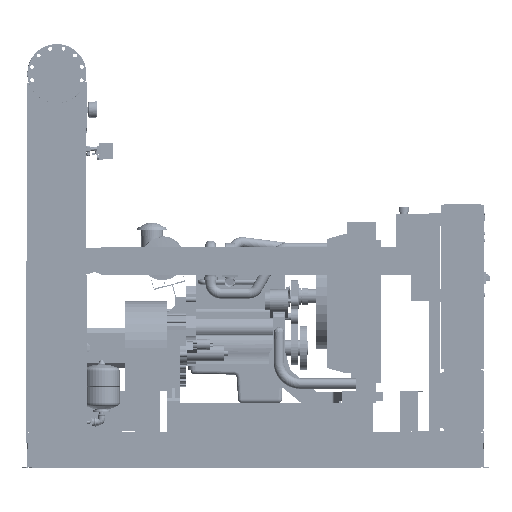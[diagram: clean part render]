
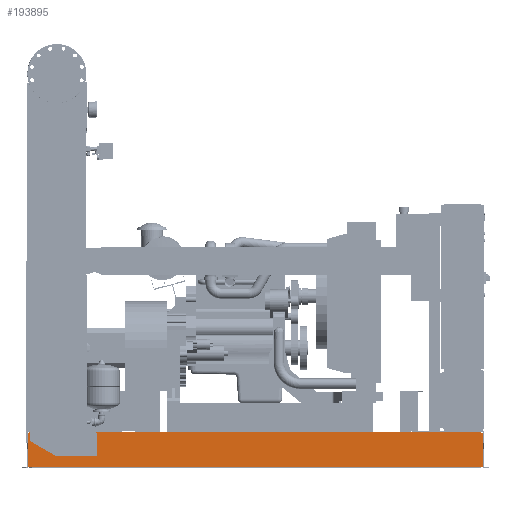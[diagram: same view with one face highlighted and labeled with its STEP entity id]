
A CAD part, front view. The second image highlights one B-rep face of the part: STEP entity #193895.
In plain terms, the highlighted free-form (B-spline) face has degree [1, 1] with [2, 2] control points.
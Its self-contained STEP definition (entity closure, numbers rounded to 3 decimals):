
#188836=CARTESIAN_POINT('',(-158.0,-738.5,202.));
#188837=VERTEX_POINT('',#188836);
#188844=CARTESIAN_POINT('',(-158.0,-738.5,208.));
#188845=VERTEX_POINT('',#188844);
#188846=CARTESIAN_POINT('',(-158.0,-738.5,202.));
#188847=DIRECTION('',(0.0,0.0,1.0));
#188848=VECTOR('',#188847,6.);
#188849=LINE('',#188846,#188848);
#188850=EDGE_CURVE('',#188837,#188845,#188849,.T.);
#192169=CARTESIAN_POINT('',(2436.0,-738.5,208.));
#192170=VERTEX_POINT('',#192169);
#192171=CARTESIAN_POINT('',(-158.0,-738.5,208.));
#192172=DIRECTION('',(1.0,0.0,0.0));
#192173=VECTOR('',#192172,2594.0);
#192174=LINE('',#192171,#192173);
#192175=EDGE_CURVE('',#188845,#192170,#192174,.T.);
#193472=CARTESIAN_POINT('',(2444.0,-738.5,202.));
#193473=VERTEX_POINT('',#193472);
#193480=CARTESIAN_POINT('',(2444.0,-738.5,112.689));
#193481=VERTEX_POINT('',#193480);
#193482=CARTESIAN_POINT('',(2444.0,-738.5,112.689));
#193483=DIRECTION('',(0.0,0.0,1.0));
#193484=VECTOR('',#193483,89.311);
#193485=LINE('',#193482,#193484);
#193486=EDGE_CURVE('',#193481,#193473,#193485,.T.);
#193809=CARTESIAN_POINT('',(-166.0,-738.5,3.));
#193810=CARTESIAN_POINT('',(-166.0,-738.5,208.));
#193811=CARTESIAN_POINT('',(2444.0,-738.5,3.));
#193812=CARTESIAN_POINT('',(2444.0,-738.5,208.));
#193813=B_SPLINE_SURFACE_WITH_KNOTS('',1,1,((#193809,#193811),(#193810,#193812)),.UNSPECIFIED.,.F.,.F.,.U.,(2,2),(2,2),(0.0,205.),(0.0,2610.0),.UNSPECIFIED.);
#193814=CARTESIAN_POINT('',(2444.0,-738.5,6.));
#193815=VERTEX_POINT('',#193814);
#193816=CARTESIAN_POINT('',(2444.0,-738.5,6.));
#193817=DIRECTION('',(0.0,0.0,1.0));
#193818=VECTOR('',#193817,106.689);
#193819=LINE('',#193816,#193818);
#193820=EDGE_CURVE('',#193815,#193481,#193819,.T.);
#193821=ORIENTED_EDGE('',*,*,#193820,.T.);
#193822=ORIENTED_EDGE('',*,*,#193486,.T.);
#193823=CARTESIAN_POINT('',(2436.0,-738.5,202.));
#193824=VERTEX_POINT('',#193823);
#193825=CARTESIAN_POINT('',(2444.0,-738.5,202.));
#193826=DIRECTION('',(-1.0,0.0,0.0));
#193827=VECTOR('',#193826,8.0);
#193828=LINE('',#193825,#193827);
#193829=EDGE_CURVE('',#193473,#193824,#193828,.T.);
#193830=ORIENTED_EDGE('',*,*,#193829,.T.);
#193831=CARTESIAN_POINT('',(2436.0,-738.5,208.));
#193832=DIRECTION('',(0.0,0.0,-1.0));
#193833=VECTOR('',#193832,6.);
#193834=LINE('',#193831,#193833);
#193835=EDGE_CURVE('',#192170,#193824,#193834,.T.);
#193836=ORIENTED_EDGE('',*,*,#193835,.F.);
#193837=ORIENTED_EDGE('',*,*,#192175,.F.);
#193838=ORIENTED_EDGE('',*,*,#188850,.F.);
#193839=CARTESIAN_POINT('',(-166.0,-738.5,202.));
#193840=VERTEX_POINT('',#193839);
#193841=CARTESIAN_POINT('',(-158.0,-738.5,202.));
#193842=DIRECTION('',(-1.0,0.0,0.0));
#193843=VECTOR('',#193842,8.0);
#193844=LINE('',#193841,#193843);
#193845=EDGE_CURVE('',#188837,#193840,#193844,.T.);
#193846=ORIENTED_EDGE('',*,*,#193845,.T.);
#193847=CARTESIAN_POINT('',(-166.0,-738.5,6.));
#193848=VERTEX_POINT('',#193847);
#193849=CARTESIAN_POINT('',(-166.0,-738.5,202.));
#193850=DIRECTION('',(0.0,0.0,-1.0));
#193851=VECTOR('',#193850,196.);
#193852=LINE('',#193849,#193851);
#193853=EDGE_CURVE('',#193840,#193848,#193852,.T.);
#193854=ORIENTED_EDGE('',*,*,#193853,.T.);
#193855=CARTESIAN_POINT('',(-158.0,-738.5,6.));
#193856=VERTEX_POINT('',#193855);
#193857=CARTESIAN_POINT('',(-166.0,-738.5,6.));
#193858=DIRECTION('',(1.0,0.0,0.0));
#193859=VECTOR('',#193858,8.0);
#193860=LINE('',#193857,#193859);
#193861=EDGE_CURVE('',#193848,#193856,#193860,.T.);
#193862=ORIENTED_EDGE('',*,*,#193861,.T.);
#193863=CARTESIAN_POINT('',(-158.0,-738.5,3.));
#193864=VERTEX_POINT('',#193863);
#193865=CARTESIAN_POINT('',(-158.0,-738.5,3.));
#193866=DIRECTION('',(0.0,0.0,1.0));
#193867=VECTOR('',#193866,3.);
#193868=LINE('',#193865,#193867);
#193869=EDGE_CURVE('',#193864,#193856,#193868,.T.);
#193870=ORIENTED_EDGE('',*,*,#193869,.F.);
#193871=CARTESIAN_POINT('',(2436.0,-738.5,3.));
#193872=VERTEX_POINT('',#193871);
#193873=CARTESIAN_POINT('',(2436.0,-738.5,3.));
#193874=DIRECTION('',(-1.0,0.0,0.0));
#193875=VECTOR('',#193874,2594.0);
#193876=LINE('',#193873,#193875);
#193877=EDGE_CURVE('',#193872,#193864,#193876,.T.);
#193878=ORIENTED_EDGE('',*,*,#193877,.F.);
#193879=CARTESIAN_POINT('',(2436.0,-738.5,6.));
#193880=VERTEX_POINT('',#193879);
#193881=CARTESIAN_POINT('',(2436.0,-738.5,6.));
#193882=DIRECTION('',(0.0,0.0,-1.0));
#193883=VECTOR('',#193882,3.);
#193884=LINE('',#193881,#193883);
#193885=EDGE_CURVE('',#193880,#193872,#193884,.T.);
#193886=ORIENTED_EDGE('',*,*,#193885,.F.);
#193887=CARTESIAN_POINT('',(2436.0,-738.5,6.));
#193888=DIRECTION('',(1.0,0.0,0.0));
#193889=VECTOR('',#193888,8.0);
#193890=LINE('',#193887,#193889);
#193891=EDGE_CURVE('',#193880,#193815,#193890,.T.);
#193892=ORIENTED_EDGE('',*,*,#193891,.T.);
#193893=EDGE_LOOP('',(#193821,#193822,#193830,#193836,#193837,#193838,#193846,#193854,#193862,#193870,#193878,#193886,#193892));
#193894=FACE_OUTER_BOUND('',#193893,.T.);
#193895=ADVANCED_FACE('',(#193894),#193813,.F.);
